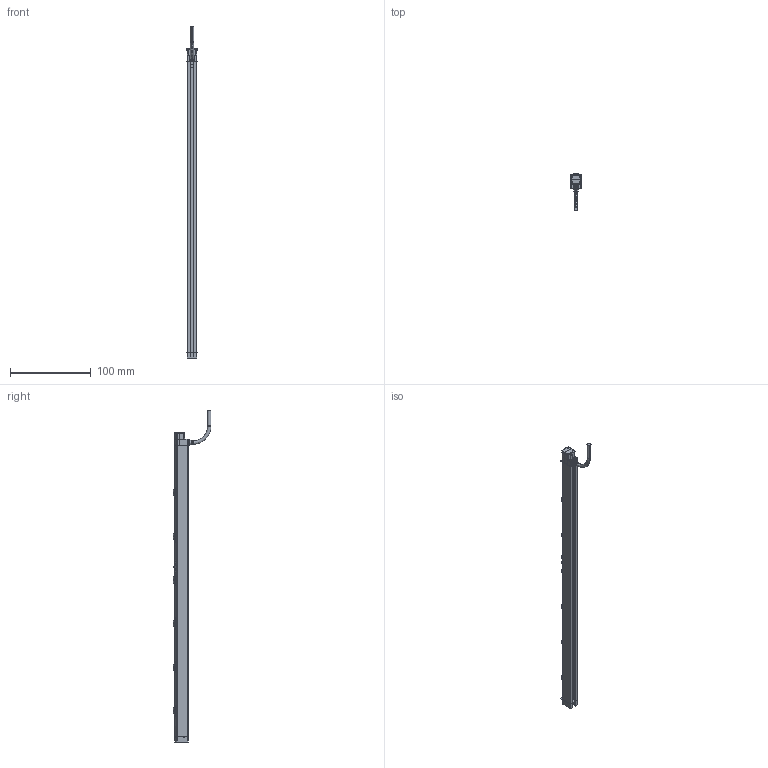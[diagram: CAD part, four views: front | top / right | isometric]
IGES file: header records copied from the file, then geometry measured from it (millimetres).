
Start section:  PTC IGES file: 216744_sm01.igs
Global section: file name: 216744_sm01.igs; native system: Creo Parametric by PTC Inc.; preprocessor: 2022414; author: banengservice; organization: Unknown; date: 20240522.095952; units: millimetre
Bounding box: 12.81 x 46.73 x 411.26 mm (x, y, z)
Volume: 61753.5 mm3; surface area: 118962.5 mm2
Topology: 1 solids, 1 shells, 2092 faces, 10358 edges, 12703 vertices
Faces by surface type: bspline 1330, revolution 738, extrusion 24
